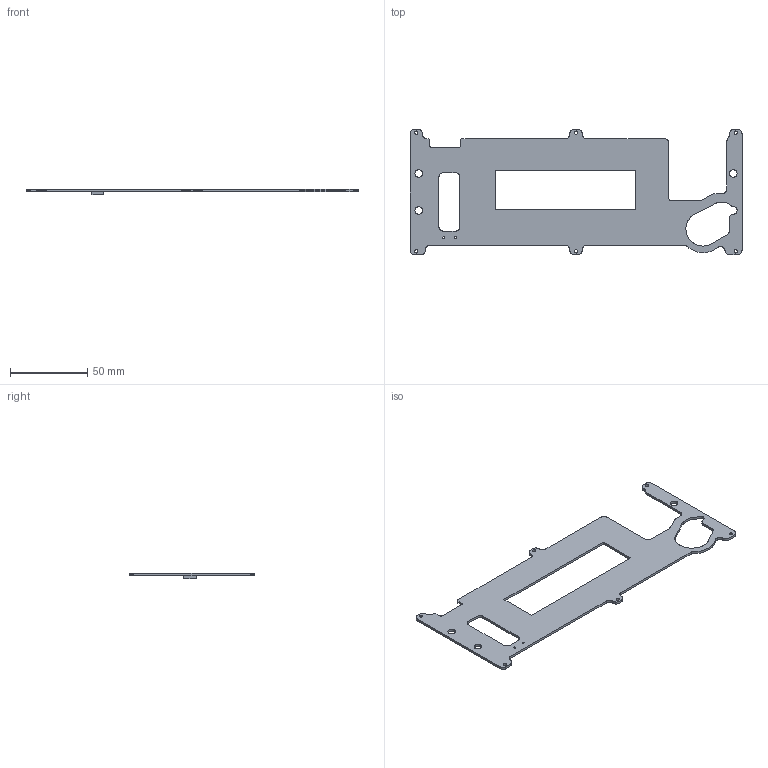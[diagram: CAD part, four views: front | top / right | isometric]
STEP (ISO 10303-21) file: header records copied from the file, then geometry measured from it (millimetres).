
FILE_DESCRIPTION(('KiCad electronic assembly'),'2;1');
FILE_NAME('New_XY_universal_coil .STEP','2024-05-09T13:19:05',('Pcbnew') ,('Kicad'),'Open CASCADE STEP processor 7.6','KiCad to STEP converter' ,'Unknown');
FILE_SCHEMA(('AUTOMOTIVE_DESIGN { 1 0 10303 214 1 1 1 1 }'));
Length unit declared in the file: millimetre
Products named in the file (4): New_XY_universal_coil  1; 205338-0002; SOLID; New_Coil_Panel_Y PCB
Assembly tree (3 placements, depth 3):
  New_XY_universal_coil  1
    205338-0002
      SOLID
    New_Coil_Panel_Y PCB
Bounding box: 215.5 x 81.5 x 3.49 mm (x, y, z)
Volume: 16207.6 mm3; surface area: 22678.7 mm2
Topology: 2 solids, 2 shells, 912 faces, 2741 edges, 1824 vertices
Faces by surface type: plane 888, cylinder 24
Full cylindrical faces by diameter (mm): 1.3 x2, 2.2 x6
Entity records: 66064 total; most frequent: CARTESIAN_POINT 11131, DIRECTION 10077, LINE 8123, VECTOR 8123, ORIENTED_EDGE 5482, PCURVE 5482, DEFINITIONAL_REPRESENTATION 5482, EDGE_CURVE 2741
